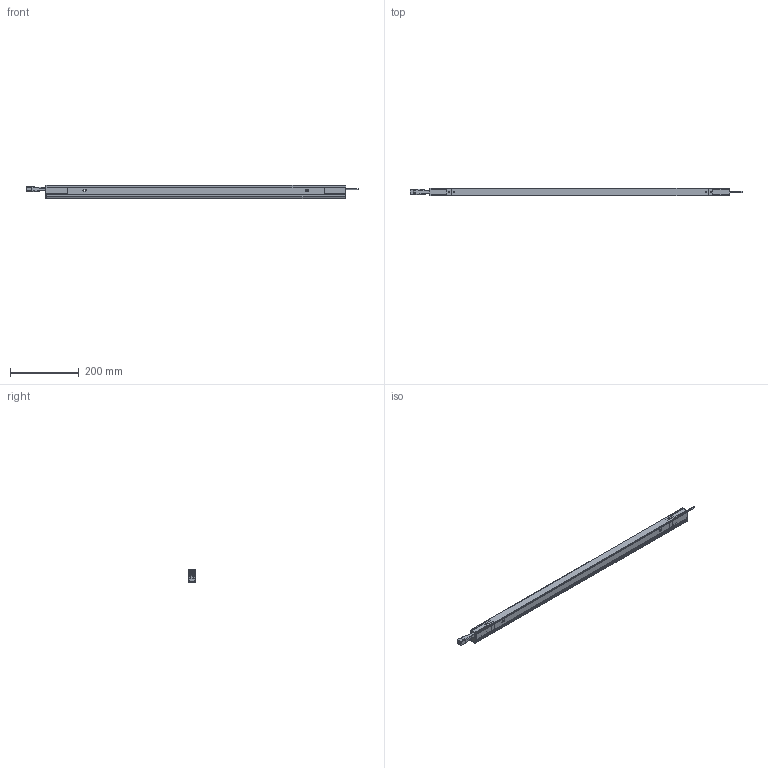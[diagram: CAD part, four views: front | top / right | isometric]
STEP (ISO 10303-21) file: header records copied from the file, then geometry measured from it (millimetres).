
FILE_DESCRIPTION((''),'2;1');
FILE_NAME('4071S_ASM','2021-12-07T16:19:09',('Dick'),(''),'CREO PARAMETRIC BY PTC INC, 2020154','CREO PARAMETRIC BY PTC INC, 2020154','');
FILE_SCHEMA(('CONFIG_CONTROL_DESIGN'));
Products named in the file (15): 4071S_SKEL; HOUSING; DIFFUSER; CAP-L; CAP-R; PIN-OUT; COVER; CAP-R_ASM; SHURUCHATOU; AN-ZHUANG-XIAO; LED; WIRE; SHUCHUCHATOU; CO; 4071S_ASM
Assembly tree (17 placements, depth 3):
  4071S_ASM
    4071S_SKEL
    HOUSING
    DIFFUSER
    CAP-L
    CAP-R_ASM
      CAP-R
      PIN-OUT  x2
      COVER
    SHURUCHATOU
    AN-ZHUANG-XIAO  x2
    LED
    WIRE
    SHUCHUCHATOU
    CO
    COVER
Bounding box: 963.4 x 22.8 x 38.2 mm (x, y, z)
Volume: 173148.9 mm3; surface area: 313221.8 mm2
Topology: 17 solids, 17 shells, 1967 faces, 4998 edges, 3208 vertices
Faces by surface type: plane 1150, cylinder 559, bspline 182, torus 46, cone 22, sphere 8
Entity records: 63068 total; most frequent: CARTESIAN_POINT 17689, ORIENTED_EDGE 9516, DIRECTION 9078, EDGE_CURVE 4758, VECTOR 3368, LINE 3368, VERTEX_POINT 3056, AXIS2_PLACEMENT_3D 2855
